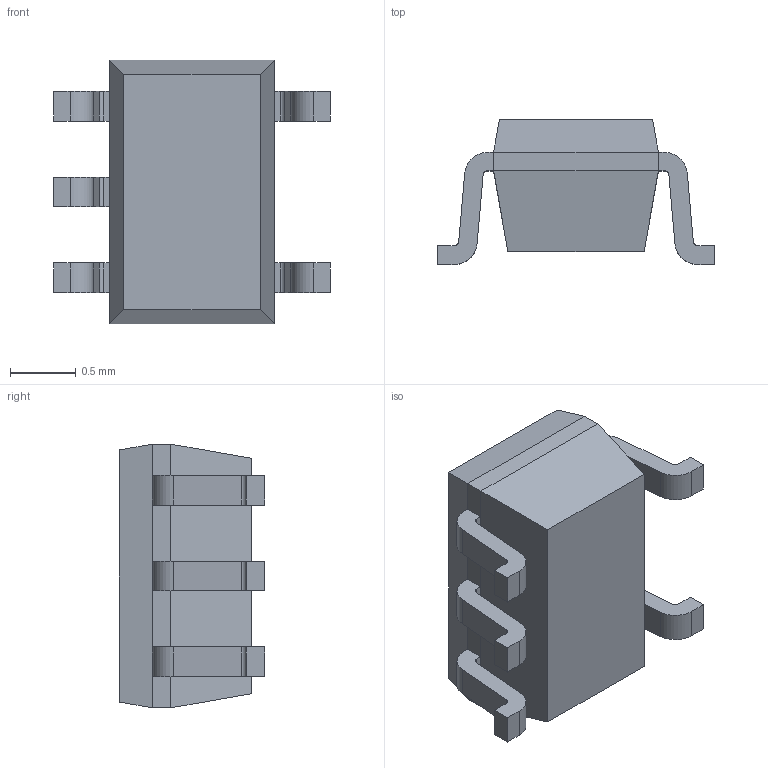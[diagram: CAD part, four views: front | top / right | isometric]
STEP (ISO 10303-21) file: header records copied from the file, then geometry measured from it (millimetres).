
FILE_DESCRIPTION (( 'STEP AP214' ), '1' );
FILE_NAME ('ESDA6V1W5.STEP', '2023-03-28T09:04:52', ( '' ), ( '' ), 'SwSTEP 2.0', 'SolidWorks 2021', '' );
FILE_SCHEMA (( 'AUTOMOTIVE_DESIGN' ));
Length unit declared in the file: millimetre
Products named in the file (1): ESDA6V1W5
Bounding box: 2.1 x 1.1 x 2 mm (x, y, z)
Volume: 2.4 mm3; surface area: 14.3 mm2
Topology: 6 solids, 6 shells, 84 faces, 208 edges, 136 vertices
Faces by surface type: plane 64, cylinder 20
Entity records: 2547 total; most frequent: CARTESIAN_POINT 429, DIRECTION 418, ORIENTED_EDGE 416, EDGE_CURVE 208, LINE 168, VECTOR 168, VERTEX_POINT 136, AXIS2_PLACEMENT_3D 125
